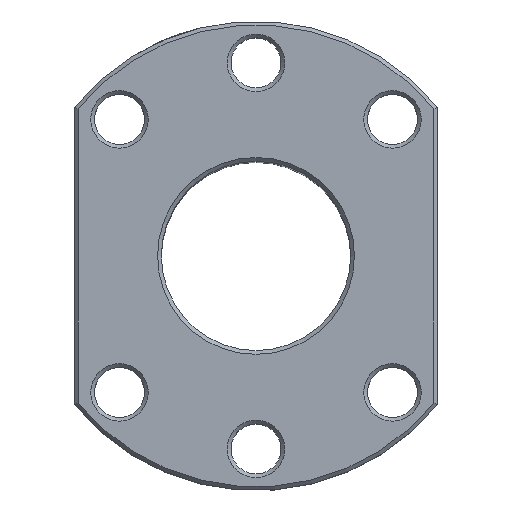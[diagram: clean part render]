
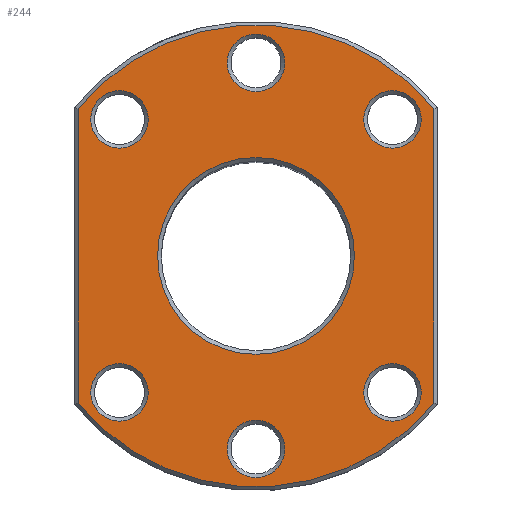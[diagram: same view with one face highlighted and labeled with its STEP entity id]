
A CAD part, top view. The second image highlights one B-rep face of the part: STEP entity #244.
In plain terms, the highlighted planar face has unit normal (0, 0, 1).
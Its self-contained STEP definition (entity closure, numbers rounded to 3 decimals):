
#96=CIRCLE('',#2469,3.8);
#97=CIRCLE('',#2470,3.8);
#98=CIRCLE('',#2471,3.8);
#99=CIRCLE('',#2472,3.8);
#100=CIRCLE('',#2473,3.8);
#101=CIRCLE('',#2474,3.8);
#102=CIRCLE('',#2475,13.);
#103=CIRCLE('',#2476,30.5);
#104=CIRCLE('',#2477,30.5);
#244=ADVANCED_FACE('',(#642,#643,#644,#645,#646,#647,#648,#649),#381,.T.);
#381=PLANE('',#2478);
#642=FACE_BOUND('',#724,.T.);
#643=FACE_BOUND('',#725,.T.);
#644=FACE_BOUND('',#726,.T.);
#645=FACE_BOUND('',#727,.T.);
#646=FACE_BOUND('',#728,.T.);
#647=FACE_BOUND('',#729,.T.);
#648=FACE_BOUND('',#730,.T.);
#649=FACE_BOUND('',#731,.T.);
#724=EDGE_LOOP('',(#997));
#725=EDGE_LOOP('',(#998));
#726=EDGE_LOOP('',(#999));
#727=EDGE_LOOP('',(#1000));
#728=EDGE_LOOP('',(#1001));
#729=EDGE_LOOP('',(#1002));
#730=EDGE_LOOP('',(#1003));
#731=EDGE_LOOP('',(#1004,#1005,#1006,#1007));
#997=ORIENTED_EDGE('',*,*,#1869,.T.);
#998=ORIENTED_EDGE('',*,*,#1870,.T.);
#999=ORIENTED_EDGE('',*,*,#1871,.T.);
#1000=ORIENTED_EDGE('',*,*,#1872,.T.);
#1001=ORIENTED_EDGE('',*,*,#1873,.T.);
#1002=ORIENTED_EDGE('',*,*,#1874,.T.);
#1003=ORIENTED_EDGE('',*,*,#1875,.T.);
#1004=ORIENTED_EDGE('',*,*,#1876,.T.);
#1005=ORIENTED_EDGE('',*,*,#1877,.T.);
#1006=ORIENTED_EDGE('',*,*,#1878,.T.);
#1007=ORIENTED_EDGE('',*,*,#1879,.T.);
#1639=VERTEX_POINT('',#3753);
#1640=VERTEX_POINT('',#3755);
#1641=VERTEX_POINT('',#3757);
#1642=VERTEX_POINT('',#3759);
#1643=VERTEX_POINT('',#3761);
#1644=VERTEX_POINT('',#3763);
#1645=VERTEX_POINT('',#3765);
#1646=VERTEX_POINT('',#3767);
#1647=VERTEX_POINT('',#3768);
#1648=VERTEX_POINT('',#3770);
#1649=VERTEX_POINT('',#3772);
#1869=EDGE_CURVE('',#1639,#1639,#96,.T.);
#1870=EDGE_CURVE('',#1640,#1640,#97,.T.);
#1871=EDGE_CURVE('',#1641,#1641,#98,.T.);
#1872=EDGE_CURVE('',#1642,#1642,#99,.T.);
#1873=EDGE_CURVE('',#1643,#1643,#100,.T.);
#1874=EDGE_CURVE('',#1644,#1644,#101,.T.);
#1875=EDGE_CURVE('',#1645,#1645,#102,.T.);
#1876=EDGE_CURVE('',#1646,#1647,#2165,.T.);
#1877=EDGE_CURVE('',#1647,#1648,#103,.T.);
#1878=EDGE_CURVE('',#1648,#1649,#2166,.T.);
#1879=EDGE_CURVE('',#1649,#1646,#104,.T.);
#2165=LINE('',#3766,#2331);
#2166=LINE('',#3771,#2332);
#2331=VECTOR('',#2707,1.);
#2332=VECTOR('',#2710,1.);
#2469=AXIS2_PLACEMENT_3D('',#3752,#2693,#2694);
#2470=AXIS2_PLACEMENT_3D('',#3754,#2695,#2696);
#2471=AXIS2_PLACEMENT_3D('',#3756,#2697,#2698);
#2472=AXIS2_PLACEMENT_3D('',#3758,#2699,#2700);
#2473=AXIS2_PLACEMENT_3D('',#3760,#2701,#2702);
#2474=AXIS2_PLACEMENT_3D('',#3762,#2703,#2704);
#2475=AXIS2_PLACEMENT_3D('',#3764,#2705,#2706);
#2476=AXIS2_PLACEMENT_3D('',#3769,#2708,#2709);
#2477=AXIS2_PLACEMENT_3D('',#3773,#2711,#2712);
#2478=AXIS2_PLACEMENT_3D('',#3774,#2713,#2714);
#2693=DIRECTION('',(0.,0.,-1.));
#2694=DIRECTION('',(1.,0.,0.));
#2695=DIRECTION('',(0.,0.,-1.));
#2696=DIRECTION('',(1.,0.,0.));
#2697=DIRECTION('',(0.,0.,-1.));
#2698=DIRECTION('',(1.,0.,0.));
#2699=DIRECTION('',(0.,0.,-1.));
#2700=DIRECTION('',(1.,0.,0.));
#2701=DIRECTION('',(0.,0.,-1.));
#2702=DIRECTION('',(1.,0.,0.));
#2703=DIRECTION('',(0.,0.,-1.));
#2704=DIRECTION('',(1.,0.,0.));
#2705=DIRECTION('',(0.,0.,-1.));
#2706=DIRECTION('',(1.,0.,0.));
#2707=DIRECTION('',(0.,-1.,0.));
#2708=DIRECTION('',(0.,0.,1.));
#2709=DIRECTION('',(1.,0.,0.));
#2710=DIRECTION('',(0.,1.,0.));
#2711=DIRECTION('',(0.,0.,1.));
#2712=DIRECTION('',(1.,0.,0.));
#2713=DIRECTION('',(0.,0.,1.));
#2714=DIRECTION('',(-1.,0.,0.));
#3752=CARTESIAN_POINT('',(-18.031,-18.031,0.));
#3753=CARTESIAN_POINT('',(-14.231,-18.031,0.));
#3754=CARTESIAN_POINT('',(0.,25.5,0.));
#3755=CARTESIAN_POINT('',(3.8,25.5,0.));
#3756=CARTESIAN_POINT('',(-18.031,18.031,0.));
#3757=CARTESIAN_POINT('',(-14.231,18.031,0.));
#3758=CARTESIAN_POINT('',(18.031,18.031,0.));
#3759=CARTESIAN_POINT('',(21.831,18.031,0.));
#3760=CARTESIAN_POINT('',(18.031,-18.031,0.));
#3761=CARTESIAN_POINT('',(21.831,-18.031,0.));
#3762=CARTESIAN_POINT('',(0.,-25.5,0.));
#3763=CARTESIAN_POINT('',(3.8,-25.5,0.));
#3764=CARTESIAN_POINT('',(0.,0.,0.));
#3765=CARTESIAN_POINT('',(13.,0.,0.));
#3766=CARTESIAN_POINT('',(-23.5,-20.402,0.));
#3767=CARTESIAN_POINT('',(-23.5,19.442,0.));
#3768=CARTESIAN_POINT('',(-23.5,-19.442,0.));
#3769=CARTESIAN_POINT('',(0.,0.,0.));
#3770=CARTESIAN_POINT('',(23.5,-19.442,0.));
#3771=CARTESIAN_POINT('',(23.5,20.402,0.));
#3772=CARTESIAN_POINT('',(23.5,19.442,0.));
#3773=CARTESIAN_POINT('',(0.,0.,0.));
#3774=CARTESIAN_POINT('',(0.,0.,0.));
